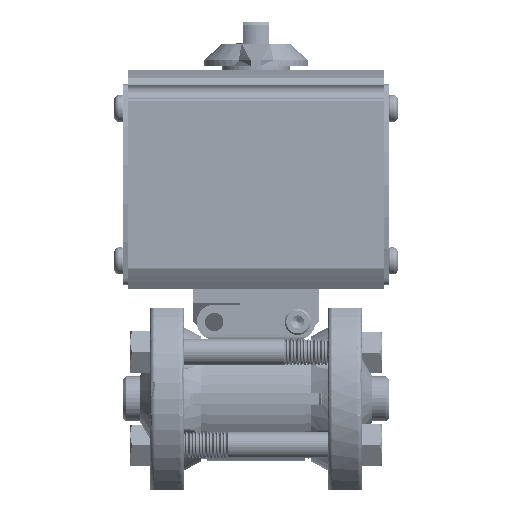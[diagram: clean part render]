
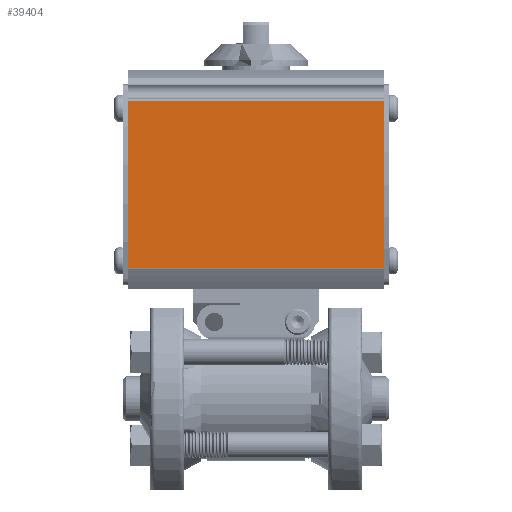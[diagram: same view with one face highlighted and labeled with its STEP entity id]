
A CAD part, top view. The second image highlights one B-rep face of the part: STEP entity #39404.
In plain terms, the highlighted planar face has unit normal (0, 0, 1).
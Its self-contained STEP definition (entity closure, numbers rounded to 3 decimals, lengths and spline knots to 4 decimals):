
#3106 = VERTEX_POINT ( 'NONE', #99516 ) ;
#15633 = VECTOR ( 'NONE', #77483, 39.3701 ) ;
#16572 = CARTESIAN_POINT ( 'NONE',  ( -5.0403, 1.5679, 1.17 ) ) ;
#19466 = EDGE_LOOP ( 'NONE', ( #73828, #110591, #112376, #40837 ) ) ;
#21868 = LINE ( 'NONE', #42494, #93002 ) ;
#24525 = CARTESIAN_POINT ( 'NONE',  ( 1.5275, 3.5621, 1.17 ) ) ;
#30641 = FACE_OUTER_BOUND ( 'NONE', #19466, .T. ) ;
#30695 = CARTESIAN_POINT ( 'NONE',  ( -1.5275, 1.5679, 1.17 ) ) ;
#31105 = CARTESIAN_POINT ( 'NONE',  ( 1.5275, 3.5694, 1.17 ) ) ;
#37917 = VECTOR ( 'NONE', #79764, 39.3701 ) ;
#38227 = VERTEX_POINT ( 'NONE', #30695 ) ;
#38306 = EDGE_CURVE ( 'NONE', #48235, #3106, #63704, .T. ) ;
#38862 = VECTOR ( 'NONE', #103822, 39.3701 ) ;
#39404 = ADVANCED_FACE ( 'NONE', ( #30641 ), #119693, .F. ) ;
#40837 = ORIENTED_EDGE ( 'NONE', *, *, #100574, .T. ) ;
#42494 = CARTESIAN_POINT ( 'NONE',  ( -1.5275, 3.5694, 1.17 ) ) ;
#46266 = DIRECTION ( 'NONE',  ( 0., 0., -1. ) ) ;
#48235 = VERTEX_POINT ( 'NONE', #24525 ) ;
#58598 = EDGE_CURVE ( 'NONE', #48235, #64710, #67113, .T. ) ;
#63704 = LINE ( 'NONE', #31105, #37917 ) ;
#64635 = LINE ( 'NONE', #16572, #38862 ) ;
#64710 = VERTEX_POINT ( 'NONE', #89750 ) ;
#67113 = LINE ( 'NONE', #76653, #15633 ) ;
#73828 = ORIENTED_EDGE ( 'NONE', *, *, #38306, .F. ) ;
#76653 = CARTESIAN_POINT ( 'NONE',  ( -5.0403, 3.5621, 1.17 ) ) ;
#77483 = DIRECTION ( 'NONE',  ( -1., 0., 0. ) ) ;
#79764 = DIRECTION ( 'NONE',  ( 0., -1., 0. ) ) ;
#81375 = DIRECTION ( 'NONE',  ( 0., 1., 0. ) ) ;
#89750 = CARTESIAN_POINT ( 'NONE',  ( -1.5275, 3.5621, 1.17 ) ) ;
#93002 = VECTOR ( 'NONE', #81375, 39.3701 ) ;
#99516 = CARTESIAN_POINT ( 'NONE',  ( 1.5275, 1.5679, 1.17 ) ) ;
#100574 = EDGE_CURVE ( 'NONE', #38227, #3106, #64635, .T. ) ;
#103501 = EDGE_CURVE ( 'NONE', #38227, #64710, #21868, .T. ) ;
#103822 = DIRECTION ( 'NONE',  ( 1., 0., 0. ) ) ;
#104302 = CARTESIAN_POINT ( 'NONE',  ( -5.0403, 3.5694, 1.17 ) ) ;
#108314 = AXIS2_PLACEMENT_3D ( 'NONE', #104302, #46266, #113958 ) ;
#110591 = ORIENTED_EDGE ( 'NONE', *, *, #58598, .T. ) ;
#112376 = ORIENTED_EDGE ( 'NONE', *, *, #103501, .F. ) ;
#113958 = DIRECTION ( 'NONE',  ( 0., -1., 0. ) ) ;
#119693 = PLANE ( 'NONE',  #108314 ) ;
